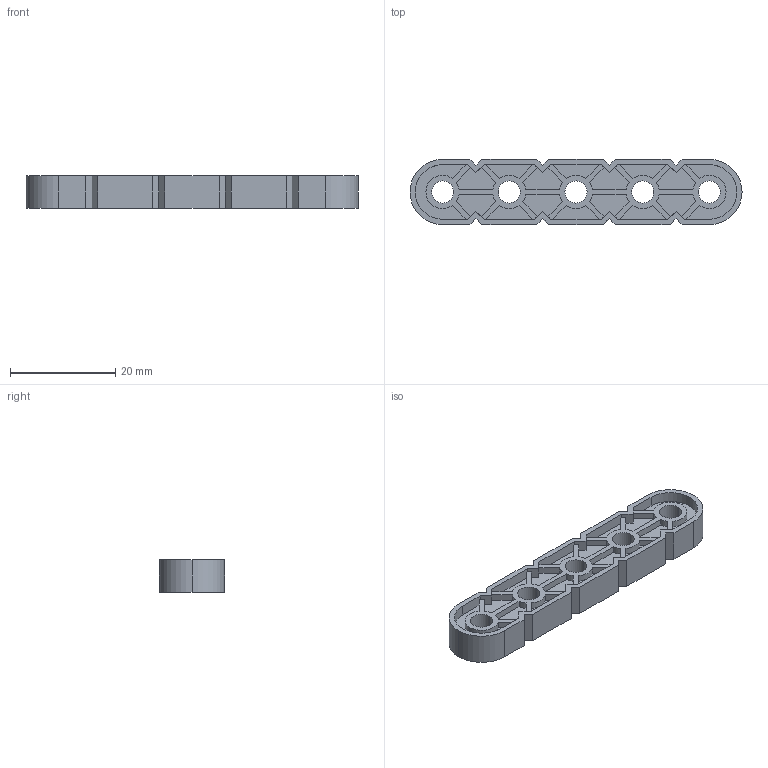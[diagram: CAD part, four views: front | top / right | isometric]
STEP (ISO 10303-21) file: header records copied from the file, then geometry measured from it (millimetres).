
FILE_DESCRIPTION (( 'STEP AP214' ), '1' );
FILE_NAME ('228-2500-004.STEP', '2015-06-26T22:59:56', ( '' ), ( '' ), 'SwSTEP 2.0', 'SolidWorks 2015', '' );
FILE_SCHEMA (( 'AUTOMOTIVE_DESIGN' ));
Length unit declared in the file: millimetre
Products named in the file (1): 228-2500-004
Bounding box: 63.2 x 12.4 x 6.1 mm (x, y, z)
Volume: 2396.8 mm3; surface area: 3736.7 mm2
Topology: 1 solids, 1 shells, 263 faces, 777 edges, 518 vertices
Faces by surface type: plane 194, cylinder 69
Entity records: 8783 total; most frequent: CARTESIAN_POINT 1559, ORIENTED_EDGE 1554, DIRECTION 1443, EDGE_CURVE 777, VECTOR 639, LINE 639, VERTEX_POINT 518, AXIS2_PLACEMENT_3D 402
